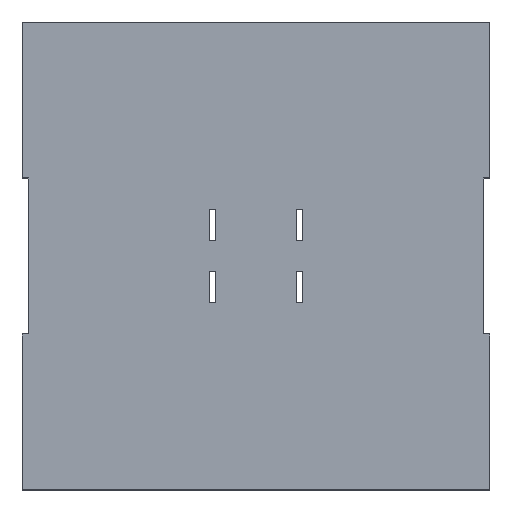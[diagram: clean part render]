
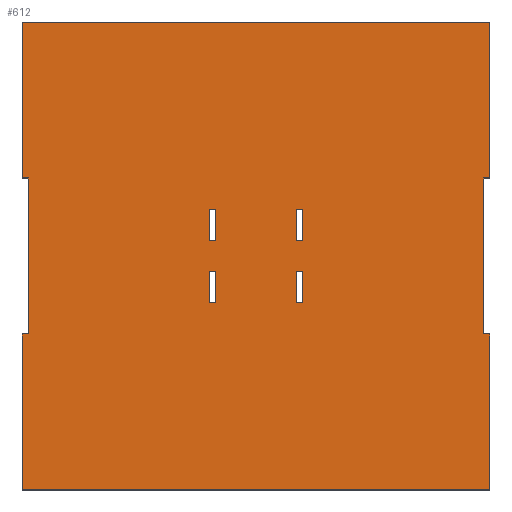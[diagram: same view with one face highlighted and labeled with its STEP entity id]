
A CAD part, top view. The second image highlights one B-rep face of the part: STEP entity #612.
In plain terms, the highlighted planar face has unit normal (0, 0, 1).
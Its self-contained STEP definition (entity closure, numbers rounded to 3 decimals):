
#24=FACE_BOUND('',#69,.T.);
#25=FACE_BOUND('',#70,.T.);
#26=FACE_BOUND('',#71,.T.);
#27=FACE_BOUND('',#72,.T.);
#38=FACE_OUTER_BOUND('',#68,.T.);
#68=EDGE_LOOP('',(#432,#433,#434,#435,#436,#437,#438,#439,#440,#441,#442,
#443));
#69=EDGE_LOOP('',(#444,#445,#446,#447));
#70=EDGE_LOOP('',(#448,#449,#450,#451));
#71=EDGE_LOOP('',(#452,#453,#454,#455));
#72=EDGE_LOOP('',(#456,#457,#458,#459));
#103=LINE('',#844,#187);
#104=LINE('',#848,#188);
#108=LINE('',#857,#192);
#112=LINE('',#866,#196);
#118=LINE('',#877,#202);
#119=LINE('',#880,#203);
#122=LINE('',#887,#206);
#123=LINE('',#889,#207);
#124=LINE('',#891,#208);
#125=LINE('',#893,#209);
#126=LINE('',#895,#210);
#127=LINE('',#897,#211);
#128=LINE('',#899,#212);
#129=LINE('',#901,#213);
#130=LINE('',#903,#214);
#131=LINE('',#905,#215);
#132=LINE('',#907,#216);
#133=LINE('',#908,#217);
#134=LINE('',#910,#218);
#135=LINE('',#911,#219);
#136=LINE('',#913,#220);
#137=LINE('',#915,#221);
#138=LINE('',#916,#222);
#139=LINE('',#918,#223);
#140=LINE('',#919,#224);
#141=LINE('',#921,#225);
#142=LINE('',#923,#226);
#143=LINE('',#924,#227);
#187=VECTOR('',#696,10.);
#188=VECTOR('',#699,10.);
#192=VECTOR('',#705,10.);
#196=VECTOR('',#711,10.);
#202=VECTOR('',#719,10.);
#203=VECTOR('',#722,10.);
#206=VECTOR('',#727,10.);
#207=VECTOR('',#728,10.);
#208=VECTOR('',#729,10.);
#209=VECTOR('',#730,10.);
#210=VECTOR('',#731,10.);
#211=VECTOR('',#732,10.);
#212=VECTOR('',#733,10.);
#213=VECTOR('',#734,10.);
#214=VECTOR('',#735,10.);
#215=VECTOR('',#736,10.);
#216=VECTOR('',#737,10.);
#217=VECTOR('',#738,10.);
#218=VECTOR('',#739,10.);
#219=VECTOR('',#740,10.);
#220=VECTOR('',#741,10.);
#221=VECTOR('',#742,10.);
#222=VECTOR('',#743,10.);
#223=VECTOR('',#744,10.);
#224=VECTOR('',#745,10.);
#225=VECTOR('',#746,10.);
#226=VECTOR('',#747,10.);
#227=VECTOR('',#748,10.);
#269=VERTEX_POINT('',#838);
#271=VERTEX_POINT('',#842);
#272=VERTEX_POINT('',#846);
#273=VERTEX_POINT('',#847);
#276=VERTEX_POINT('',#855);
#277=VERTEX_POINT('',#856);
#280=VERTEX_POINT('',#864);
#281=VERTEX_POINT('',#865);
#285=VERTEX_POINT('',#875);
#286=VERTEX_POINT('',#879);
#288=VERTEX_POINT('',#885);
#289=VERTEX_POINT('',#886);
#290=VERTEX_POINT('',#888);
#291=VERTEX_POINT('',#890);
#292=VERTEX_POINT('',#892);
#293=VERTEX_POINT('',#894);
#294=VERTEX_POINT('',#896);
#295=VERTEX_POINT('',#898);
#296=VERTEX_POINT('',#900);
#297=VERTEX_POINT('',#902);
#298=VERTEX_POINT('',#904);
#299=VERTEX_POINT('',#906);
#300=VERTEX_POINT('',#909);
#301=VERTEX_POINT('',#912);
#302=VERTEX_POINT('',#914);
#303=VERTEX_POINT('',#917);
#304=VERTEX_POINT('',#920);
#305=VERTEX_POINT('',#922);
#327=EDGE_CURVE('',#269,#271,#103,.T.);
#328=EDGE_CURVE('',#272,#273,#104,.T.);
#332=EDGE_CURVE('',#276,#277,#108,.T.);
#336=EDGE_CURVE('',#280,#281,#112,.T.);
#342=EDGE_CURVE('',#271,#285,#118,.T.);
#343=EDGE_CURVE('',#286,#272,#119,.T.);
#346=EDGE_CURVE('',#288,#289,#122,.T.);
#347=EDGE_CURVE('',#289,#290,#123,.T.);
#348=EDGE_CURVE('',#290,#291,#124,.T.);
#349=EDGE_CURVE('',#291,#292,#125,.T.);
#350=EDGE_CURVE('',#292,#293,#126,.T.);
#351=EDGE_CURVE('',#293,#294,#127,.T.);
#352=EDGE_CURVE('',#294,#295,#128,.T.);
#353=EDGE_CURVE('',#295,#296,#129,.T.);
#354=EDGE_CURVE('',#296,#297,#130,.T.);
#355=EDGE_CURVE('',#297,#298,#131,.T.);
#356=EDGE_CURVE('',#298,#299,#132,.T.);
#357=EDGE_CURVE('',#299,#288,#133,.T.);
#358=EDGE_CURVE('',#285,#300,#134,.T.);
#359=EDGE_CURVE('',#300,#269,#135,.T.);
#360=EDGE_CURVE('',#277,#301,#136,.T.);
#361=EDGE_CURVE('',#301,#302,#137,.T.);
#362=EDGE_CURVE('',#302,#276,#138,.T.);
#363=EDGE_CURVE('',#273,#303,#139,.T.);
#364=EDGE_CURVE('',#303,#286,#140,.T.);
#365=EDGE_CURVE('',#281,#304,#141,.T.);
#366=EDGE_CURVE('',#304,#305,#142,.T.);
#367=EDGE_CURVE('',#305,#280,#143,.T.);
#432=ORIENTED_EDGE('',*,*,#346,.T.);
#433=ORIENTED_EDGE('',*,*,#347,.T.);
#434=ORIENTED_EDGE('',*,*,#348,.T.);
#435=ORIENTED_EDGE('',*,*,#349,.T.);
#436=ORIENTED_EDGE('',*,*,#350,.T.);
#437=ORIENTED_EDGE('',*,*,#351,.T.);
#438=ORIENTED_EDGE('',*,*,#352,.T.);
#439=ORIENTED_EDGE('',*,*,#353,.T.);
#440=ORIENTED_EDGE('',*,*,#354,.T.);
#441=ORIENTED_EDGE('',*,*,#355,.T.);
#442=ORIENTED_EDGE('',*,*,#356,.T.);
#443=ORIENTED_EDGE('',*,*,#357,.T.);
#444=ORIENTED_EDGE('',*,*,#342,.T.);
#445=ORIENTED_EDGE('',*,*,#358,.T.);
#446=ORIENTED_EDGE('',*,*,#359,.T.);
#447=ORIENTED_EDGE('',*,*,#327,.T.);
#448=ORIENTED_EDGE('',*,*,#360,.T.);
#449=ORIENTED_EDGE('',*,*,#361,.T.);
#450=ORIENTED_EDGE('',*,*,#362,.T.);
#451=ORIENTED_EDGE('',*,*,#332,.T.);
#452=ORIENTED_EDGE('',*,*,#328,.T.);
#453=ORIENTED_EDGE('',*,*,#363,.T.);
#454=ORIENTED_EDGE('',*,*,#364,.T.);
#455=ORIENTED_EDGE('',*,*,#343,.T.);
#456=ORIENTED_EDGE('',*,*,#336,.T.);
#457=ORIENTED_EDGE('',*,*,#365,.T.);
#458=ORIENTED_EDGE('',*,*,#366,.T.);
#459=ORIENTED_EDGE('',*,*,#367,.T.);
#582=PLANE('',#665);
#612=ADVANCED_FACE('',(#38,#24,#25,#26,#27),#582,.T.);
#665=AXIS2_PLACEMENT_3D('',#884,#725,#726);
#696=DIRECTION('',(1.,0.,0.));
#699=DIRECTION('',(-1.,0.,0.));
#705=DIRECTION('',(1.,0.,0.));
#711=DIRECTION('',(-1.,0.,0.));
#719=DIRECTION('',(0.,-1.,0.));
#722=DIRECTION('',(0.,-1.,0.));
#725=DIRECTION('center_axis',(0.,0.,1.));
#726=DIRECTION('ref_axis',(1.,0.,0.));
#727=DIRECTION('',(0.,1.,0.));
#728=DIRECTION('',(-1.,0.,0.));
#729=DIRECTION('',(0.,1.,0.));
#730=DIRECTION('',(1.,0.,0.));
#731=DIRECTION('',(0.,1.,0.));
#732=DIRECTION('',(-1.,0.,0.));
#733=DIRECTION('',(0.,-1.,0.));
#734=DIRECTION('',(1.,0.,0.));
#735=DIRECTION('',(0.,-1.,0.));
#736=DIRECTION('',(-1.,0.,0.));
#737=DIRECTION('',(0.,-1.,0.));
#738=DIRECTION('',(1.,0.,0.));
#739=DIRECTION('',(-1.,0.,0.));
#740=DIRECTION('',(0.,1.,0.));
#741=DIRECTION('',(0.,-1.,0.));
#742=DIRECTION('',(-1.,0.,0.));
#743=DIRECTION('',(0.,1.,0.));
#744=DIRECTION('',(0.,1.,0.));
#745=DIRECTION('',(1.,0.,0.));
#746=DIRECTION('',(0.,1.,0.));
#747=DIRECTION('',(1.,0.,0.));
#748=DIRECTION('',(0.,-1.,0.));
#838=CARTESIAN_POINT('',(176.,140.,4.));
#842=CARTESIAN_POINT('',(180.,140.,4.));
#844=CARTESIAN_POINT('',(120.,140.,4.));
#846=CARTESIAN_POINT('',(180.,160.,4.));
#847=CARTESIAN_POINT('',(176.,160.,4.));
#848=CARTESIAN_POINT('',(180.,160.,4.));
#855=CARTESIAN_POINT('',(120.,140.,4.));
#856=CARTESIAN_POINT('',(124.,140.,4.));
#857=CARTESIAN_POINT('',(120.,140.,4.));
#864=CARTESIAN_POINT('',(124.,160.,4.));
#865=CARTESIAN_POINT('',(120.,160.,4.));
#866=CARTESIAN_POINT('',(180.,160.,4.));
#875=CARTESIAN_POINT('',(180.,120.,4.));
#877=CARTESIAN_POINT('',(180.,165.,4.));
#879=CARTESIAN_POINT('',(180.,180.,4.));
#880=CARTESIAN_POINT('',(180.,165.,4.));
#884=CARTESIAN_POINT('Origin',(150.,150.,4.));
#885=CARTESIAN_POINT('',(300.,0.,4.));
#886=CARTESIAN_POINT('',(300.,100.,4.));
#887=CARTESIAN_POINT('',(300.,0.,4.));
#888=CARTESIAN_POINT('',(296.,100.,4.));
#889=CARTESIAN_POINT('',(300.,100.,4.));
#890=CARTESIAN_POINT('',(296.,200.,4.));
#891=CARTESIAN_POINT('',(296.,100.,4.));
#892=CARTESIAN_POINT('',(300.,200.,4.));
#893=CARTESIAN_POINT('',(296.,200.,4.));
#894=CARTESIAN_POINT('',(300.,300.,4.));
#895=CARTESIAN_POINT('',(300.,0.,4.));
#896=CARTESIAN_POINT('',(0.,300.,4.));
#897=CARTESIAN_POINT('',(300.,300.,4.));
#898=CARTESIAN_POINT('',(0.,200.,4.));
#899=CARTESIAN_POINT('',(0.,300.,4.));
#900=CARTESIAN_POINT('',(4.,200.,4.));
#901=CARTESIAN_POINT('',(0.,200.,4.));
#902=CARTESIAN_POINT('',(4.,100.,4.));
#903=CARTESIAN_POINT('',(4.,200.,4.));
#904=CARTESIAN_POINT('',(0.,100.,4.));
#905=CARTESIAN_POINT('',(4.,100.,4.));
#906=CARTESIAN_POINT('',(0.,0.,4.));
#907=CARTESIAN_POINT('',(0.,300.,4.));
#908=CARTESIAN_POINT('',(0.,0.,4.));
#909=CARTESIAN_POINT('',(176.,120.,4.));
#910=CARTESIAN_POINT('',(165.,120.,4.));
#911=CARTESIAN_POINT('',(176.,135.,4.));
#912=CARTESIAN_POINT('',(124.,120.,4.));
#913=CARTESIAN_POINT('',(124.,165.,4.));
#914=CARTESIAN_POINT('',(120.,120.,4.));
#915=CARTESIAN_POINT('',(137.,120.,4.));
#916=CARTESIAN_POINT('',(120.,135.,4.));
#917=CARTESIAN_POINT('',(176.,180.,4.));
#918=CARTESIAN_POINT('',(176.,135.,4.));
#919=CARTESIAN_POINT('',(163.,180.,4.));
#920=CARTESIAN_POINT('',(120.,180.,4.));
#921=CARTESIAN_POINT('',(120.,135.,4.));
#922=CARTESIAN_POINT('',(124.,180.,4.));
#923=CARTESIAN_POINT('',(135.,180.,4.));
#924=CARTESIAN_POINT('',(124.,165.,4.));
